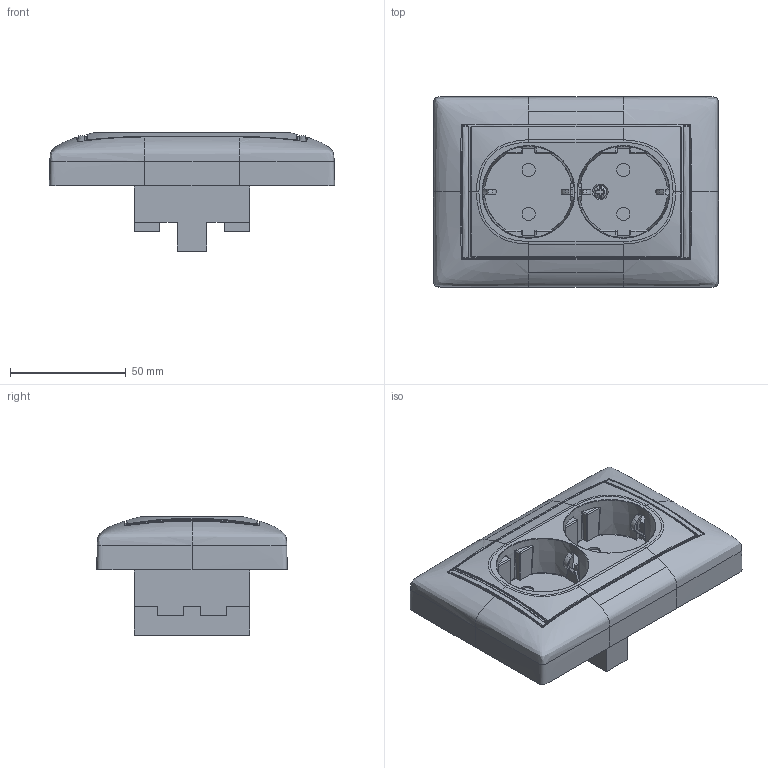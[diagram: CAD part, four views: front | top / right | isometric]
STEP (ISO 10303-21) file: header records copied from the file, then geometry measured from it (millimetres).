
FILE_DESCRIPTION(('STEP AP242'), '1');
FILE_NAME('774427', '', ('UNSPECIFIED'), ('UNSPECIFIED'), 'C3D Converter', 'C3D Toolkit', '');
FILE_SCHEMA(('AP242_MANAGED_MODEL_BASED_3D_ENGINEERING_MIM_LF { 1 0 10303 442 1 1 4 }'));
Length unit declared in the file: millimetre
Products named in the file (1): БЕИВ.434434.009
Bounding box: 123.37 x 82.37 x 51.2 mm (x, y, z)
Volume: 189830.2 mm3; surface area: 52792.1 mm2
Topology: 1 solids, 10 shells, 621 faces, 1650 edges, 1037 vertices
Faces by surface type: plane 239, bspline 157, cylinder 135, cone 43, torus 26, sphere 13, revolution 8
Full cylindrical faces by diameter (mm): 5.5 x1, 5.7 x4
Entity records: 77593 total; most frequent: CARTESIAN_POINT 59421, ORIENTED_EDGE 3234, DIRECTION 2008, EDGE_CURVE 1617, VERTEX_POINT 1034, B_SPLINE_CURVE_WITH_KNOTS 747, AXIS2_PLACEMENT_3D 722, EDGE_LOOP 641
